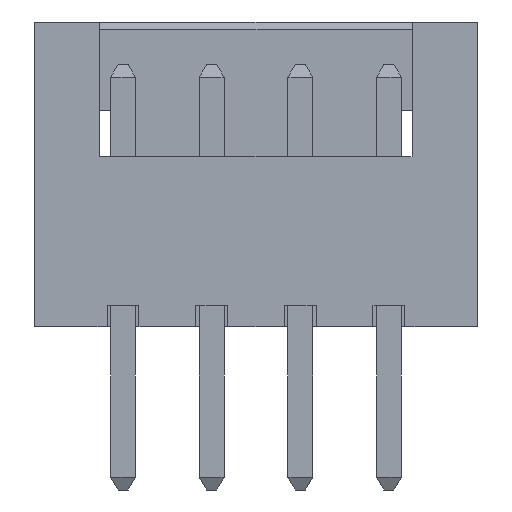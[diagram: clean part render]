
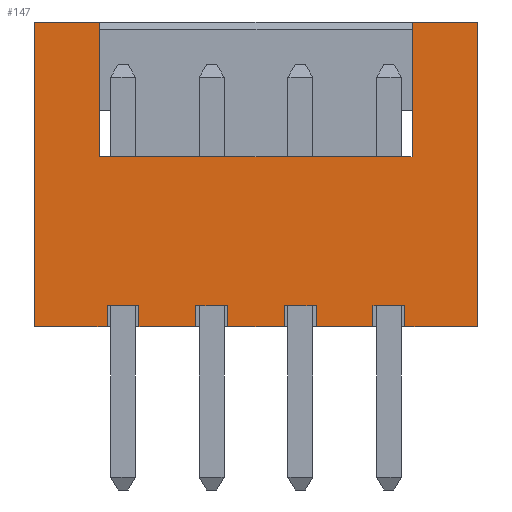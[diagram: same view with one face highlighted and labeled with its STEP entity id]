
A CAD part, front view. The second image highlights one B-rep face of the part: STEP entity #147.
In plain terms, the highlighted planar face has unit normal (0, -1, 0).
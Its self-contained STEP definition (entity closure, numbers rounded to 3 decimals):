
#147=ADVANCED_FACE('',(#356),#357,.T.);
#356=FACE_OUTER_BOUND('',#653,.T.);
#357=PLANE('',#654);
#653=EDGE_LOOP('',(#1329,#1330,#1331,#1332,#1333,#1334,#1335,#1336,#1337,#1338,#1339,#1340,#1341,#1342,#1343,#1344,#1345,#1346,#1347,#1348,#1349,#1350,#1351,#1352));
#654=AXIS2_PLACEMENT_3D('',#1353,#1354,#1355);
#1329=ORIENTED_EDGE('',*,*,#2196,.F.);
#1330=ORIENTED_EDGE('',*,*,#2187,.T.);
#1331=ORIENTED_EDGE('',*,*,#1993,.T.);
#1332=ORIENTED_EDGE('',*,*,#2136,.F.);
#1333=ORIENTED_EDGE('',*,*,#2108,.T.);
#1334=ORIENTED_EDGE('',*,*,#2104,.F.);
#1335=ORIENTED_EDGE('',*,*,#2197,.F.);
#1336=ORIENTED_EDGE('',*,*,#2133,.F.);
#1337=ORIENTED_EDGE('',*,*,#2161,.F.);
#1338=ORIENTED_EDGE('',*,*,#2175,.T.);
#1339=ORIENTED_EDGE('',*,*,#2194,.T.);
#1340=ORIENTED_EDGE('',*,*,#2006,.F.);
#1341=ORIENTED_EDGE('',*,*,#2198,.F.);
#1342=ORIENTED_EDGE('',*,*,#2178,.T.);
#1343=ORIENTED_EDGE('',*,*,#2199,.T.);
#1344=ORIENTED_EDGE('',*,*,#2002,.F.);
#1345=ORIENTED_EDGE('',*,*,#2200,.F.);
#1346=ORIENTED_EDGE('',*,*,#2182,.T.);
#1347=ORIENTED_EDGE('',*,*,#2201,.T.);
#1348=ORIENTED_EDGE('',*,*,#1998,.F.);
#1349=ORIENTED_EDGE('',*,*,#2202,.F.);
#1350=ORIENTED_EDGE('',*,*,#2189,.T.);
#1351=ORIENTED_EDGE('',*,*,#2203,.T.);
#1352=ORIENTED_EDGE('',*,*,#2017,.F.);
#1353=CARTESIAN_POINT('',(0.0,-3.4,0.0));
#1354=DIRECTION('',(0.0,-1.0,0.0));
#1355=DIRECTION('',(0.0,0.0,-1.0));
#1993=EDGE_CURVE('',#2368,#2366,#2369,.T.);
#1998=EDGE_CURVE('',#2376,#2378,#2379,.T.);
#2002=EDGE_CURVE('',#2384,#2386,#2387,.T.);
#2006=EDGE_CURVE('',#2392,#2394,#2395,.T.);
#2017=EDGE_CURVE('',#2413,#2415,#2416,.T.);
#2104=EDGE_CURVE('',#2564,#2566,#2567,.T.);
#2108=EDGE_CURVE('',#2572,#2566,#2573,.T.);
#2133=EDGE_CURVE('',#2614,#2616,#2617,.T.);
#2136=EDGE_CURVE('',#2572,#2366,#2621,.T.);
#2161=EDGE_CURVE('',#2659,#2614,#2661,.T.);
#2175=EDGE_CURVE('',#2659,#2681,#2684,.T.);
#2178=EDGE_CURVE('',#2689,#2686,#2690,.T.);
#2182=EDGE_CURVE('',#2697,#2694,#2698,.T.);
#2187=EDGE_CURVE('',#2702,#2368,#2706,.T.);
#2189=EDGE_CURVE('',#2710,#2707,#2711,.T.);
#2194=EDGE_CURVE('',#2681,#2394,#2717,.T.);
#2196=EDGE_CURVE('',#2702,#2413,#2719,.T.);
#2197=EDGE_CURVE('',#2616,#2564,#2720,.T.);
#2198=EDGE_CURVE('',#2689,#2392,#2721,.T.);
#2199=EDGE_CURVE('',#2686,#2386,#2722,.T.);
#2200=EDGE_CURVE('',#2697,#2384,#2723,.T.);
#2201=EDGE_CURVE('',#2694,#2378,#2724,.T.);
#2202=EDGE_CURVE('',#2710,#2376,#2725,.T.);
#2203=EDGE_CURVE('',#2707,#2415,#2726,.T.);
#2366=VERTEX_POINT('',#2961);
#2368=VERTEX_POINT('',#2964);
#2369=LINE('',#2965,#2966);
#2376=VERTEX_POINT('',#2976);
#2378=VERTEX_POINT('',#2979);
#2379=LINE('',#2980,#2981);
#2384=VERTEX_POINT('',#2988);
#2386=VERTEX_POINT('',#2991);
#2387=LINE('',#2992,#2993);
#2392=VERTEX_POINT('',#3000);
#2394=VERTEX_POINT('',#3003);
#2395=LINE('',#3004,#3005);
#2413=VERTEX_POINT('',#3032);
#2415=VERTEX_POINT('',#3035);
#2416=LINE('',#3036,#3037);
#2564=VERTEX_POINT('',#3270);
#2566=VERTEX_POINT('',#3273);
#2567=LINE('',#3274,#3275);
#2572=VERTEX_POINT('',#3283);
#2573=LINE('',#3284,#3285);
#2614=VERTEX_POINT('',#3349);
#2616=VERTEX_POINT('',#3352);
#2617=LINE('',#3353,#3354);
#2621=LINE('',#3360,#3361);
#2659=VERTEX_POINT('',#3422);
#2661=LINE('',#3425,#3426);
#2681=VERTEX_POINT('',#3458);
#2684=LINE('',#3462,#3463);
#2686=VERTEX_POINT('',#3466);
#2689=VERTEX_POINT('',#3470);
#2690=LINE('',#3471,#3472);
#2694=VERTEX_POINT('',#3478);
#2697=VERTEX_POINT('',#3482);
#2698=LINE('',#3483,#3484);
#2702=VERTEX_POINT('',#3490);
#2706=LINE('',#3496,#3497);
#2707=VERTEX_POINT('',#3498);
#2710=VERTEX_POINT('',#3502);
#2711=LINE('',#3503,#3504);
#2717=LINE('',#3514,#3515);
#2719=LINE('',#3518,#3519);
#2720=LINE('',#3520,#3521);
#2721=LINE('',#3522,#3523);
#2722=LINE('',#3524,#3525);
#2723=LINE('',#3526,#3527);
#2724=LINE('',#3528,#3529);
#2725=LINE('',#3530,#3531);
#2726=LINE('',#3532,#3533);
#2961=CARTESIAN_POINT('',(0.0,-3.4,0.0));
#2964=CARTESIAN_POINT('',(0.0,-3.4,-4.3));
#2965=CARTESIAN_POINT('',(0.0,-3.4,-4.3));
#2966=VECTOR('',#3885,4.3);
#2976=CARTESIAN_POINT('',(-2.275,-3.4,-4.0));
#2979=CARTESIAN_POINT('',(-2.725,-3.4,-4.0));
#2980=CARTESIAN_POINT('',(-2.275,-3.4,-4.0));
#2981=VECTOR('',#3890,0.45);
#2988=CARTESIAN_POINT('',(-3.525,-3.4,-4.0));
#2991=CARTESIAN_POINT('',(-3.975,-3.4,-4.0));
#2992=CARTESIAN_POINT('',(-3.525,-3.4,-4.0));
#2993=VECTOR('',#3894,0.45);
#3000=CARTESIAN_POINT('',(-4.775,-3.4,-4.0));
#3003=CARTESIAN_POINT('',(-5.225,-3.4,-4.0));
#3004=CARTESIAN_POINT('',(-4.775,-3.4,-4.0));
#3005=VECTOR('',#3898,0.45);
#3032=CARTESIAN_POINT('',(-1.025,-3.4,-4.0));
#3035=CARTESIAN_POINT('',(-1.475,-3.4,-4.0));
#3036=CARTESIAN_POINT('',(-1.025,-3.4,-4.0));
#3037=VECTOR('',#3909,0.45);
#3270=CARTESIAN_POINT('',(-5.325,-3.4,-1.9));
#3273=CARTESIAN_POINT('',(-0.925,-3.4,-1.9));
#3274=CARTESIAN_POINT('',(-5.325,-3.4,-1.9));
#3275=VECTOR('',#3996,4.4);
#3283=CARTESIAN_POINT('',(-0.925,-3.4,0.0));
#3284=CARTESIAN_POINT('',(-0.925,-3.4,0.0));
#3285=VECTOR('',#4000,1.9);
#3349=CARTESIAN_POINT('',(-6.25,-3.4,0.0));
#3352=CARTESIAN_POINT('',(-5.325,-3.4,0.0));
#3353=CARTESIAN_POINT('',(-6.25,-3.4,0.0));
#3354=VECTOR('',#4025,0.925);
#3360=CARTESIAN_POINT('',(-0.925,-3.4,0.0));
#3361=VECTOR('',#4028,0.925);
#3422=CARTESIAN_POINT('',(-6.25,-3.4,-4.3));
#3425=CARTESIAN_POINT('',(-6.25,-3.4,-4.3));
#3426=VECTOR('',#4053,4.3);
#3458=CARTESIAN_POINT('',(-5.225,-3.4,-4.3));
#3462=CARTESIAN_POINT('',(-6.25,-3.4,-4.3));
#3463=VECTOR('',#4067,1.025);
#3466=CARTESIAN_POINT('',(-3.975,-3.4,-4.3));
#3470=CARTESIAN_POINT('',(-4.775,-3.4,-4.3));
#3471=CARTESIAN_POINT('',(-4.775,-3.4,-4.3));
#3472=VECTOR('',#4070,0.8);
#3478=CARTESIAN_POINT('',(-2.725,-3.4,-4.3));
#3482=CARTESIAN_POINT('',(-3.525,-3.4,-4.3));
#3483=CARTESIAN_POINT('',(-3.525,-3.4,-4.3));
#3484=VECTOR('',#4074,0.8);
#3490=CARTESIAN_POINT('',(-1.025,-3.4,-4.3));
#3496=CARTESIAN_POINT('',(-1.025,-3.4,-4.3));
#3497=VECTOR('',#4079,1.025);
#3498=CARTESIAN_POINT('',(-1.475,-3.4,-4.3));
#3502=CARTESIAN_POINT('',(-2.275,-3.4,-4.3));
#3503=CARTESIAN_POINT('',(-2.275,-3.4,-4.3));
#3504=VECTOR('',#4081,0.8);
#3514=CARTESIAN_POINT('',(-5.225,-3.4,-4.3));
#3515=VECTOR('',#4086,0.3);
#3518=CARTESIAN_POINT('',(-1.025,-3.4,-4.3));
#3519=VECTOR('',#4088,0.3);
#3520=CARTESIAN_POINT('',(-5.325,-3.4,0.0));
#3521=VECTOR('',#4089,1.9);
#3522=CARTESIAN_POINT('',(-4.775,-3.4,-4.3));
#3523=VECTOR('',#4090,0.3);
#3524=CARTESIAN_POINT('',(-3.975,-3.4,-4.3));
#3525=VECTOR('',#4091,0.3);
#3526=CARTESIAN_POINT('',(-3.525,-3.4,-4.3));
#3527=VECTOR('',#4092,0.3);
#3528=CARTESIAN_POINT('',(-2.725,-3.4,-4.3));
#3529=VECTOR('',#4093,0.3);
#3530=CARTESIAN_POINT('',(-2.275,-3.4,-4.3));
#3531=VECTOR('',#4094,0.3);
#3532=CARTESIAN_POINT('',(-1.475,-3.4,-4.3));
#3533=VECTOR('',#4095,0.3);
#3885=DIRECTION('',(0.0,0.0,1.0));
#3890=DIRECTION('',(-1.0,0.0,0.0));
#3894=DIRECTION('',(-1.0,0.0,0.0));
#3898=DIRECTION('',(-1.0,0.0,0.0));
#3909=DIRECTION('',(-1.0,0.0,0.0));
#3996=DIRECTION('',(1.0,0.0,0.0));
#4000=DIRECTION('',(0.0,0.0,-1.0));
#4025=DIRECTION('',(1.0,0.0,0.0));
#4028=DIRECTION('',(1.0,0.0,0.0));
#4053=DIRECTION('',(0.0,0.0,1.0));
#4067=DIRECTION('',(1.0,0.0,0.0));
#4070=DIRECTION('',(1.0,0.0,0.0));
#4074=DIRECTION('',(1.0,0.0,0.0));
#4079=DIRECTION('',(1.0,0.0,0.0));
#4081=DIRECTION('',(1.0,0.0,0.0));
#4086=DIRECTION('',(0.0,0.0,1.0));
#4088=DIRECTION('',(0.0,0.0,1.0));
#4089=DIRECTION('',(0.0,0.0,-1.0));
#4090=DIRECTION('',(0.0,0.0,1.0));
#4091=DIRECTION('',(0.0,0.0,1.0));
#4092=DIRECTION('',(0.0,0.0,1.0));
#4093=DIRECTION('',(0.0,0.0,1.0));
#4094=DIRECTION('',(0.0,0.0,1.0));
#4095=DIRECTION('',(0.0,0.0,1.0));
